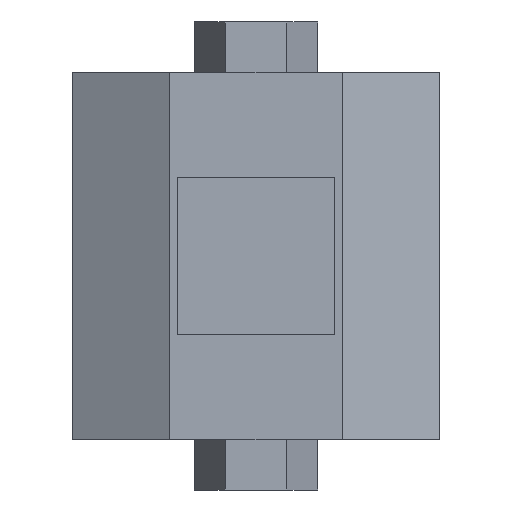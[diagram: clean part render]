
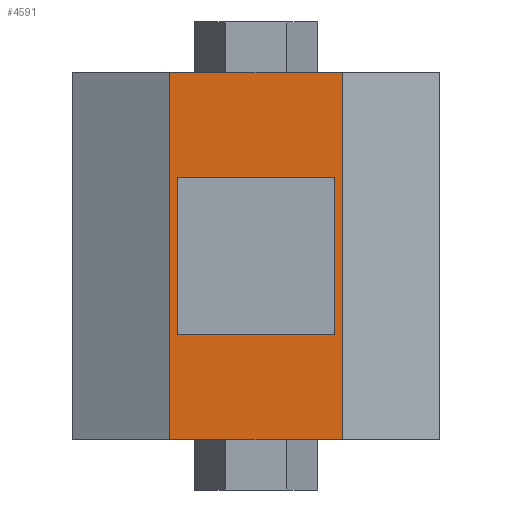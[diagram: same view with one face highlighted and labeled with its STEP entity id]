
A CAD part, front view. The second image highlights one B-rep face of the part: STEP entity #4591.
In plain terms, the highlighted planar face has unit normal (0, -1, 0).
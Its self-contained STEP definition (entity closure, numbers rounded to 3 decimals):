
#2958=DIRECTION('',(-1.,0.,0.));
#2959=VECTOR('',#2958,13.14);
#2960=CARTESIAN_POINT('',(131.57,-201.3,76.));
#2961=LINE('',#2960,#2959);
#3326=DIRECTION('',(1.,0.,0.));
#3327=VECTOR('',#3326,13.14);
#3328=CARTESIAN_POINT('',(118.43,-201.3,104.));
#3329=LINE('',#3328,#3327);
#3487=DIRECTION('',(-1.,0.,0.));
#3488=VECTOR('',#3487,12.);
#3489=CARTESIAN_POINT('',(131.,-201.3,84.));
#3490=LINE('',#3489,#3488);
#3494=DIRECTION('',(0.,0.,-1.));
#3495=VECTOR('',#3494,12.);
#3496=CARTESIAN_POINT('',(131.,-201.3,96.));
#3497=LINE('',#3496,#3495);
#3501=DIRECTION('',(1.,0.,0.));
#3502=VECTOR('',#3501,12.);
#3503=CARTESIAN_POINT('',(119.,-201.3,96.));
#3504=LINE('',#3503,#3502);
#3508=DIRECTION('',(0.,0.,1.));
#3509=VECTOR('',#3508,12.);
#3510=CARTESIAN_POINT('',(119.,-201.3,84.));
#3511=LINE('',#3510,#3509);
#3515=DIRECTION('',(0.,0.,-1.));
#3516=VECTOR('',#3515,28.);
#3517=CARTESIAN_POINT('',(118.43,-201.3,104.));
#3518=LINE('',#3517,#3516);
#3522=DIRECTION('',(0.,0.,1.));
#3523=VECTOR('',#3522,28.);
#3524=CARTESIAN_POINT('',(131.57,-201.3,76.));
#3525=LINE('',#3524,#3523);
#3769=CARTESIAN_POINT('',(131.,-201.3,84.));
#3770=CARTESIAN_POINT('',(119.,-201.3,84.));
#3771=VERTEX_POINT('',#3769);
#3772=VERTEX_POINT('',#3770);
#3801=CARTESIAN_POINT('',(131.57,-201.3,76.));
#3802=CARTESIAN_POINT('',(118.43,-201.3,76.));
#3803=VERTEX_POINT('',#3801);
#3804=VERTEX_POINT('',#3802);
#3805=CARTESIAN_POINT('',(119.,-201.3,96.));
#3806=VERTEX_POINT('',#3805);
#3807=CARTESIAN_POINT('',(131.,-201.3,96.));
#3808=VERTEX_POINT('',#3807);
#3815=CARTESIAN_POINT('',(131.57,-201.3,104.));
#3816=VERTEX_POINT('',#3815);
#3839=CARTESIAN_POINT('',(118.43,-201.3,104.));
#3840=VERTEX_POINT('',#3839);
#4569=CARTESIAN_POINT('',(125.,-201.3,90.));
#4570=DIRECTION('',(0.,-1.,0.));
#4571=DIRECTION('',(0.,0.,-1.));
#4572=AXIS2_PLACEMENT_3D('',#4569,#4570,#4571);
#4573=PLANE('',#4572);
#4574=ORIENTED_EDGE('',*,*,#3928,.T.);
#4576=ORIENTED_EDGE('',*,*,#4575,.F.);
#4577=ORIENTED_EDGE('',*,*,#4338,.T.);
#4578=ORIENTED_EDGE('',*,*,#4554,.F.);
#4579=EDGE_LOOP('',(#4574,#4576,#4577,#4578));
#4580=FACE_OUTER_BOUND('',#4579,.F.);
#4582=ORIENTED_EDGE('',*,*,#4581,.F.);
#4584=ORIENTED_EDGE('',*,*,#4583,.F.);
#4586=ORIENTED_EDGE('',*,*,#4585,.F.);
#4588=ORIENTED_EDGE('',*,*,#4587,.F.);
#4589=EDGE_LOOP('',(#4582,#4584,#4586,#4588));
#4590=FACE_BOUND('',#4589,.F.);
#3928=EDGE_CURVE('',#3803,#3804,#2961,.T.);
#4338=EDGE_CURVE('',#3840,#3816,#3329,.T.);
#4554=EDGE_CURVE('',#3803,#3816,#3525,.T.);
#4575=EDGE_CURVE('',#3840,#3804,#3518,.T.);
#4581=EDGE_CURVE('',#3771,#3772,#3490,.T.);
#4583=EDGE_CURVE('',#3808,#3771,#3497,.T.);
#4585=EDGE_CURVE('',#3806,#3808,#3504,.T.);
#4587=EDGE_CURVE('',#3772,#3806,#3511,.T.);
#4591=ADVANCED_FACE('',(#4580,#4590),#4573,.T.);
